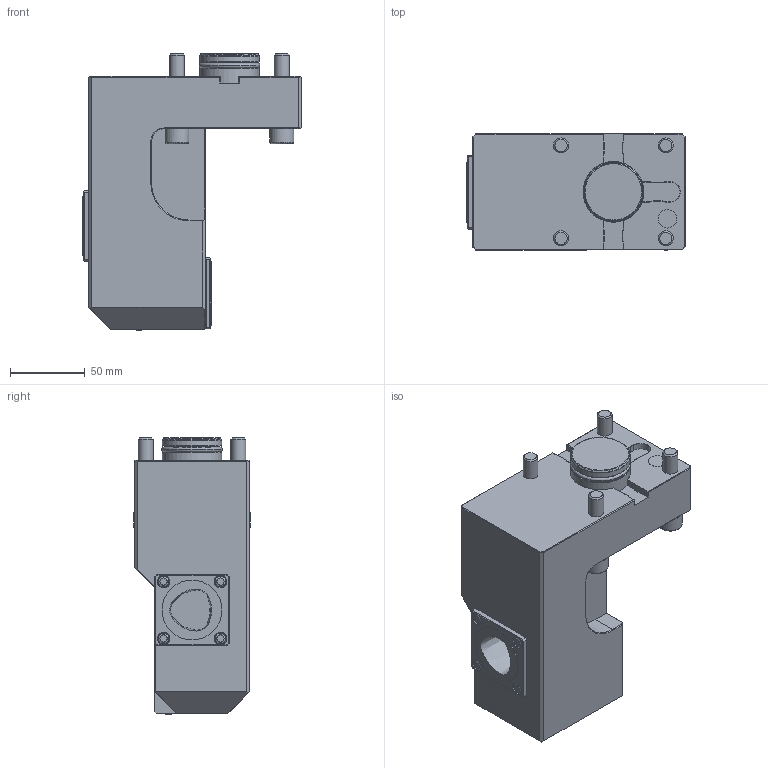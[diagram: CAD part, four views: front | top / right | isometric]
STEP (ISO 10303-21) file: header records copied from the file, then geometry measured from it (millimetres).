
FILE_DESCRIPTION(/* description */ (''),/* implementation_level */ '2;1');
FILE_NAME(/* name */ '1617107916683.stp',/* time_stamp */ '2021-03-30T14:38:42+02:00',/* author */ (''),/* organization */ ('SMS'),/* preprocessor_version */ 'ST-DEVELOPER v16.7',/* originating_system */ 'SIEMENS PLM Software NX 12.0',/* authorisation */ '');
FILE_SCHEMA (('AUTOMOTIVE_DESIGN { 1 0 10303 214 3 1 1 1 }'));
Length unit declared in the file: millimetre
Products named in the file (1): 203456136mod000_00
Bounding box: 145.99 x 77.98 x 184.52 mm (x, y, z)
Volume: 1035086.5 mm3; surface area: 96087.9 mm2
Topology: 1 solids, 1 shells, 309 faces, 773 edges, 495 vertices
Faces by surface type: plane 199, cylinder 51, cone 33, torus 13, sphere 9, bspline 4
Full cylindrical faces by diameter (mm): 2.5 x2, 4.495 x4, 5.694 x1, 5.994 x2, 7.193 x4, 9.99 x4, 12.388 x1, 15.984 x4, 35.165 x1, 39.86 x2, 39.9 x1, 39.96 x1, 40.559 x1
Entity records: 9383 total; most frequent: CARTESIAN_POINT 2370, DIRECTION 1424, ORIENTED_EDGE 1350, EDGE_CURVE 675, AXIS2_PLACEMENT_3D 489, VERTEX_POINT 456, LINE 446, VECTOR 446
